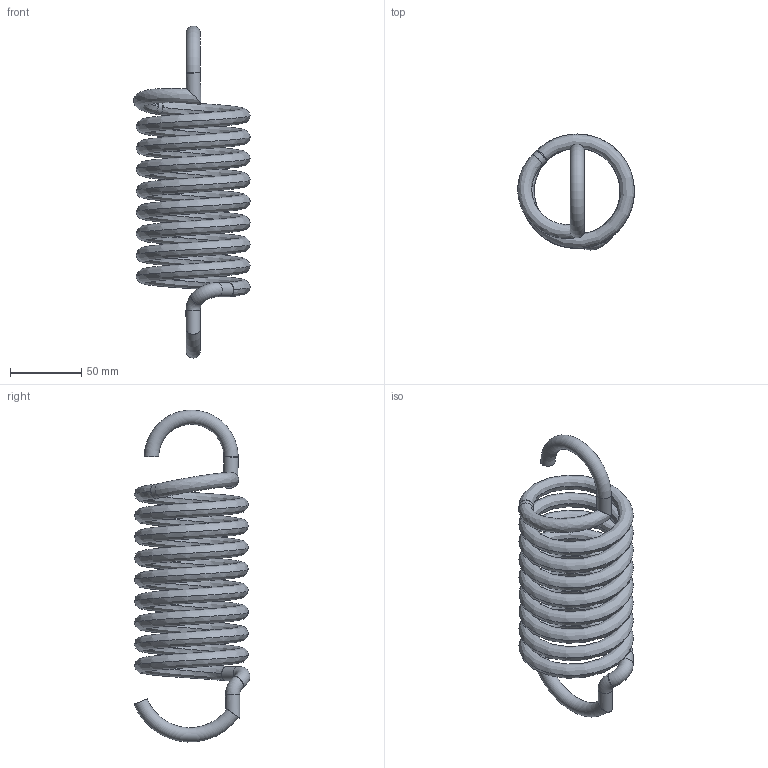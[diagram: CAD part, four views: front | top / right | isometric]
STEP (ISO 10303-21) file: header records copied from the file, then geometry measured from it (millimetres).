
FILE_DESCRIPTION(/* description */ (''),/* implementation_level */ '2;1');
FILE_NAME(/* name */ 'rams 9 v1.step',/* time_stamp */ '2022-07-14T23:08:01+05:30',/* author */ (''),/* organization */ (''),/* preprocessor_version */ 'ST-DEVELOPER v19',/* originating_system */ 'Autodesk Translation Framework v11.7.0.108',/* authorisation */ '');
FILE_SCHEMA (('AUTOMOTIVE_DESIGN { 1 0 10303 214 3 1 1 }'));
Length unit declared in the file: millimetre
Products named in the file (1): rams 9
Bounding box: 81.64 x 81.18 x 232.4 mm (x, y, z)
Volume: 172153.3 mm3; surface area: 69275.8 mm2
Topology: 2 solids, 2 shells, 23 faces, 48 edges, 29 vertices
Faces by surface type: plane 10, cylinder 5, bspline 4, torus 4
Full cylindrical faces by diameter (mm): 10 x5
Entity records: 6502 total; most frequent: CARTESIAN_POINT 5989, DIRECTION 110, ORIENTED_EDGE 96, AXIS2_PLACEMENT_3D 52, EDGE_CURVE 48, VERTEX_POINT 29, CIRCLE 27, FACE_OUTER_BOUND 23
